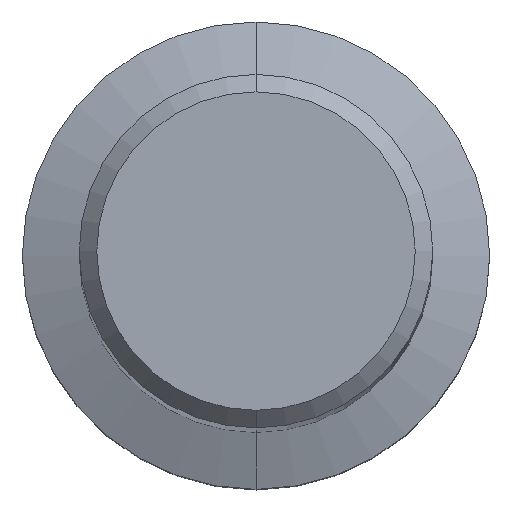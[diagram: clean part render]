
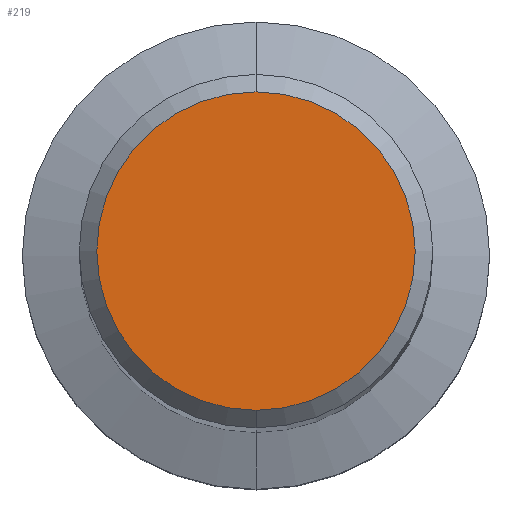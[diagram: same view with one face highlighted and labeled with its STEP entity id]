
A CAD part, top view. The second image highlights one B-rep face of the part: STEP entity #219.
In plain terms, the highlighted planar face has unit normal (0, 0, 1).
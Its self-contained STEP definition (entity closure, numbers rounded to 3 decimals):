
#219=ADVANCED_FACE('',(#578),#579,.T.);
#241=VERTEX_POINT('',#605);
#277=EDGE_CURVE('',#241,#407,#644,.T.);
#407=VERTEX_POINT('',#785);
#449=EDGE_CURVE('',#407,#241,#833,.T.);
#578=FACE_OUTER_BOUND('',#966,.T.);
#579=PLANE('',#967);
#605=CARTESIAN_POINT('',(0.,-5.45,0.0));
#644=CIRCLE('',#1103,5.45);
#785=CARTESIAN_POINT('',(0.0,5.45,0.0));
#833=CIRCLE('',#1483,5.45);
#966=EDGE_LOOP('',(#1732,#1733));
#967=AXIS2_PLACEMENT_3D('',#1734,#1735,#1736);
#1103=AXIS2_PLACEMENT_3D('',#1807,#1808,#1809);
#1483=AXIS2_PLACEMENT_3D('',#2028,#2029,#2030);
#1732=ORIENTED_EDGE('',*,*,#449,.F.);
#1733=ORIENTED_EDGE('',*,*,#277,.F.);
#1734=CARTESIAN_POINT('',(0.0,2.725,0.0));
#1735=DIRECTION('',(-0.0,0.0,1.0));
#1736=DIRECTION('',(0.0,-1.0,0.0));
#1807=CARTESIAN_POINT('',(0.0,0.0,0.0));
#1808=DIRECTION('',(0.0,0.0,-1.0));
#1809=DIRECTION('',(0.0,1.0,0.0));
#2028=CARTESIAN_POINT('',(0.0,0.0,0.0));
#2029=DIRECTION('',(0.0,0.0,-1.0));
#2030=DIRECTION('',(0.0,1.0,0.0));
